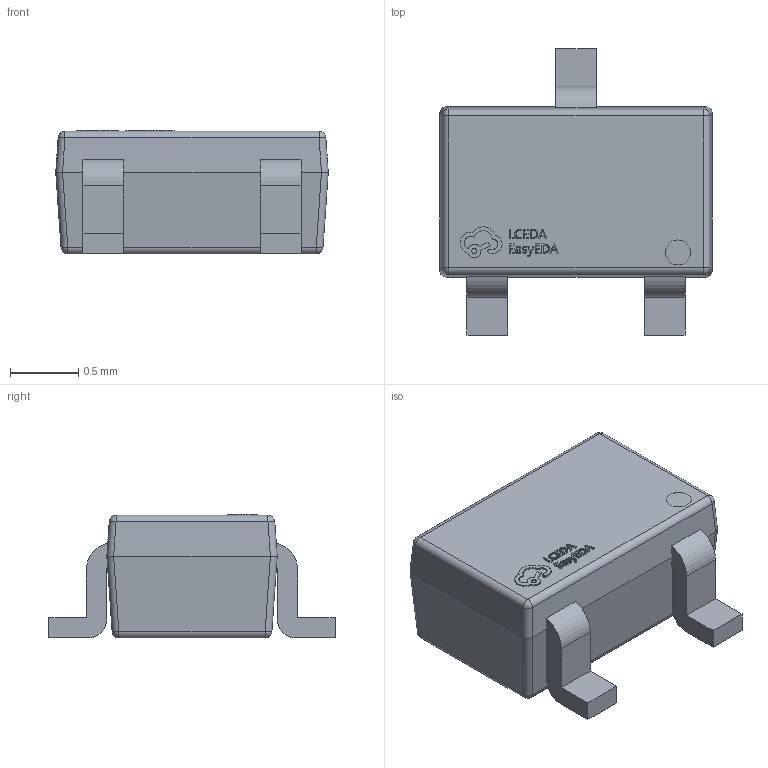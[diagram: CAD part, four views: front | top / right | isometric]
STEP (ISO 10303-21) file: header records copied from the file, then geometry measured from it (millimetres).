
FILE_DESCRIPTION (( 'STEP AP214' ), '1' );
FILE_NAME ('SC-70-3_L2.0-W1.3-P0.65-LS2.1-BR-2.STEP', '2024-07-01T09:49:46', ( '�����û�' ), ( '΢���й�' ), 'SwSTEP 2.0', 'SolidWorks 2020', '' );
FILE_SCHEMA (( 'AUTOMOTIVE_DESIGN' ));
Length unit declared in the file: millimetre
Products named in the file (1): SC-70-3_L2.0-W1.3-P0.65-LS2.1-BR-2
Bounding box: 2 x 2.1 x 0.91 mm (x, y, z)
Volume: 2.3 mm3; surface area: 12.5 mm2
Topology: 1 solids, 1 shells, 291 faces, 775 edges, 506 vertices
Faces by surface type: plane 158, bspline 98, cylinder 27, sphere 8
Entity records: 12706 total; most frequent: CARTESIAN_POINT 2891, ORIENTED_EDGE 1550, DIRECTION 1005, EDGE_CURVE 775, LINE 525, VECTOR 525, VERTEX_POINT 506, EDGE_LOOP 311
